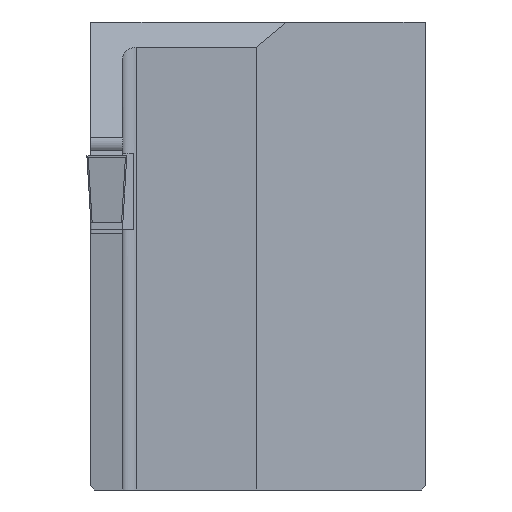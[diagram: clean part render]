
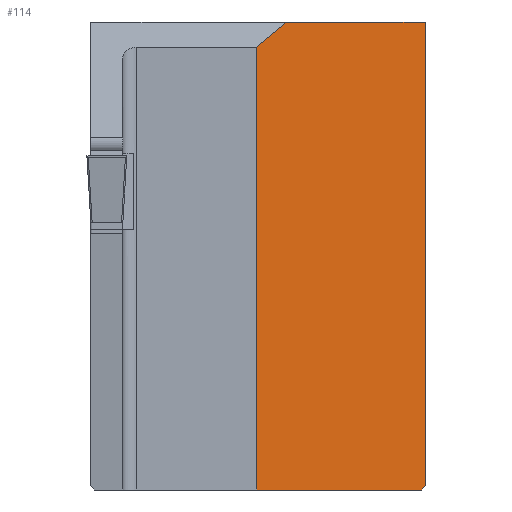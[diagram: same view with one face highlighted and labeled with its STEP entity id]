
A CAD part, left-side view. The second image highlights one B-rep face of the part: STEP entity #114.
In plain terms, the highlighted planar face has unit normal (-0.707, -0.707, 0).
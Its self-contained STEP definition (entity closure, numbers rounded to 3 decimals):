
#114=ADVANCED_FACE('',(#230),#177,.F.);
#177=PLANE('',#1221);
#230=FACE_OUTER_BOUND('',#294,.T.);
#294=EDGE_LOOP('',(#448,#449,#450,#451,#452,#453));
#448=ORIENTED_EDGE('',*,*,#829,.F.);
#449=ORIENTED_EDGE('',*,*,#808,.F.);
#450=ORIENTED_EDGE('',*,*,#786,.F.);
#451=ORIENTED_EDGE('',*,*,#793,.F.);
#452=ORIENTED_EDGE('',*,*,#774,.F.);
#453=ORIENTED_EDGE('',*,*,#835,.T.);
#670=VERTEX_POINT('',#1625);
#671=VERTEX_POINT('',#1626);
#680=VERTEX_POINT('',#1646);
#682=VERTEX_POINT('',#1650);
#698=VERTEX_POINT('',#1694);
#705=VERTEX_POINT('',#1735);
#774=EDGE_CURVE('',#670,#671,#937,.T.);
#786=EDGE_CURVE('',#682,#680,#949,.T.);
#793=EDGE_CURVE('',#671,#682,#956,.T.);
#808=EDGE_CURVE('',#680,#698,#970,.T.);
#829=EDGE_CURVE('',#698,#705,#990,.T.);
#835=EDGE_CURVE('',#670,#705,#993,.T.);
#937=LINE('',#1624,#1067);
#949=LINE('',#1651,#1079);
#956=LINE('',#1664,#1086);
#970=LINE('',#1693,#1100);
#990=LINE('',#1734,#1120);
#993=LINE('',#1745,#1123);
#1067=VECTOR('',#1300,1.);
#1079=VECTOR('',#1316,1.);
#1086=VECTOR('',#1327,1.);
#1100=VECTOR('',#1349,1.);
#1120=VECTOR('',#1397,1.);
#1123=VECTOR('',#1410,1.);
#1221=AXIS2_PLACEMENT_3D('',#1746,#1411,#1412);
#1300=DIRECTION('',(0.707,-0.707,0.));
#1316=DIRECTION('',(-0.577,0.577,-0.577));
#1327=DIRECTION('',(0.,0.,-1.));
#1349=DIRECTION('',(-0.707,0.707,0.));
#1397=DIRECTION('',(0.,0.,1.));
#1410=DIRECTION('',(-0.608,0.608,-0.51));
#1411=DIRECTION('',(0.707,0.707,0.));
#1412=DIRECTION('',(0.707,-0.707,0.));
#1624=CARTESIAN_POINT('',(13.,-12.4,10.));
#1625=CARTESIAN_POINT('',(15.245,-14.645,10.));
#1626=CARTESIAN_POINT('',(25.6,-25.,10.));
#1646=CARTESIAN_POINT('',(25.3,-24.7,-25.));
#1650=CARTESIAN_POINT('',(25.6,-25.,-24.7));
#1651=CARTESIAN_POINT('',(17.1,-16.5,-33.2));
#1664=CARTESIAN_POINT('',(25.6,-25.,-25.));
#1693=CARTESIAN_POINT('',(13.,-12.4,-25.));
#1694=CARTESIAN_POINT('',(13.,-12.4,-25.));
#1734=CARTESIAN_POINT('',(13.,-12.4,-25.));
#1735=CARTESIAN_POINT('',(13.,-12.4,8.116));
#1745=CARTESIAN_POINT('',(6.187,-5.587,2.399));
#1746=CARTESIAN_POINT('',(13.,-12.4,-25.));
